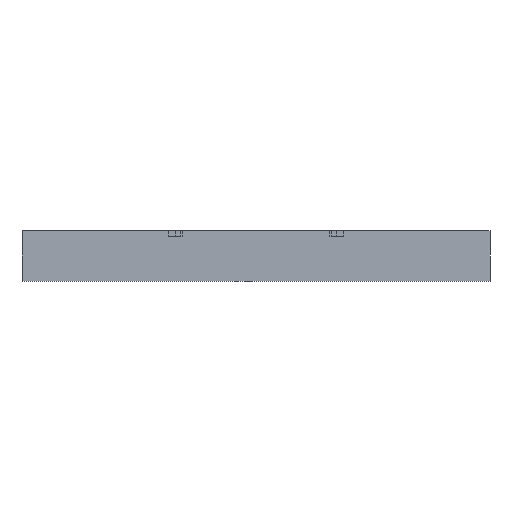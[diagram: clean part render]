
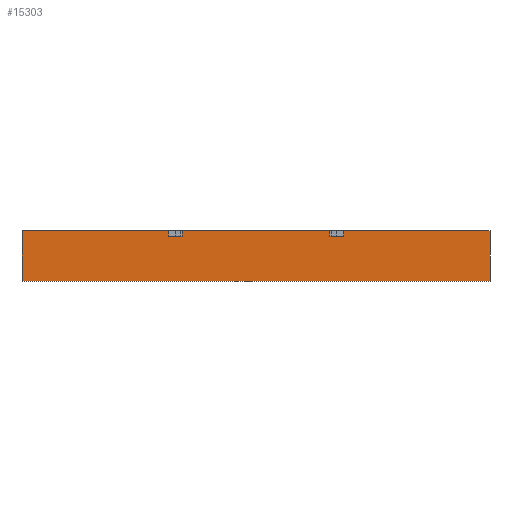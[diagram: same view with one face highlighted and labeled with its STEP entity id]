
A CAD part, front view. The second image highlights one B-rep face of the part: STEP entity #15303.
In plain terms, the highlighted planar face has unit normal (0, -1, 0).
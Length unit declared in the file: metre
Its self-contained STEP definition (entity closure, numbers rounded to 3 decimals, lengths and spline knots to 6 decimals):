
#1932=ORIENTED_EDGE('',*,*,#5810,.F.);
#1933=ORIENTED_EDGE('',*,*,#5811,.F.);
#1934=ORIENTED_EDGE('',*,*,#5812,.T.);
#1935=ORIENTED_EDGE('',*,*,#5355,.F.);
#1936=ORIENTED_EDGE('',*,*,#5813,.F.);
#1937=ORIENTED_EDGE('',*,*,#5814,.F.);
#1938=ORIENTED_EDGE('',*,*,#5815,.T.);
#1939=ORIENTED_EDGE('',*,*,#5346,.F.);
#1940=ORIENTED_EDGE('',*,*,#5816,.T.);
#1941=ORIENTED_EDGE('',*,*,#5817,.T.);
#1942=ORIENTED_EDGE('',*,*,#5818,.F.);
#1943=ORIENTED_EDGE('',*,*,#5342,.F.);
#5342=EDGE_CURVE('',#7281,#7282,#8886,.T.);
#5346=EDGE_CURVE('',#7285,#7286,#8890,.T.);
#5355=EDGE_CURVE('',#7291,#7292,#8899,.T.);
#5810=EDGE_CURVE('',#7641,#7281,#9350,.T.);
#5811=EDGE_CURVE('',#7642,#7641,#9351,.T.);
#5812=EDGE_CURVE('',#7642,#7292,#9352,.T.);
#5813=EDGE_CURVE('',#7643,#7291,#9353,.T.);
#5814=EDGE_CURVE('',#7644,#7643,#9354,.T.);
#5815=EDGE_CURVE('',#7644,#7286,#9355,.T.);
#5816=EDGE_CURVE('',#7285,#7645,#9356,.T.);
#5817=EDGE_CURVE('',#7645,#7646,#9357,.T.);
#5818=EDGE_CURVE('',#7282,#7646,#9358,.T.);
#7281=VERTEX_POINT('',#22910);
#7282=VERTEX_POINT('',#22912);
#7285=VERTEX_POINT('',#22918);
#7286=VERTEX_POINT('',#22920);
#7291=VERTEX_POINT('',#22933);
#7292=VERTEX_POINT('',#22935);
#7641=VERTEX_POINT('',#23740);
#7642=VERTEX_POINT('',#23742);
#7643=VERTEX_POINT('',#23745);
#7644=VERTEX_POINT('',#23747);
#7645=VERTEX_POINT('',#23750);
#7646=VERTEX_POINT('',#23752);
#8886=LINE('',#22911,#10998);
#8890=LINE('',#22919,#11002);
#8899=LINE('',#22934,#11011);
#9350=LINE('',#23739,#11462);
#9351=LINE('',#23741,#11463);
#9352=LINE('',#23743,#11464);
#9353=LINE('',#23744,#11465);
#9354=LINE('',#23746,#11466);
#9355=LINE('',#23748,#11467);
#9356=LINE('',#23749,#11468);
#9357=LINE('',#23751,#11469);
#9358=LINE('',#23753,#11470);
#10998=VECTOR('',#18439,1.);
#11002=VECTOR('',#18443,1.);
#11011=VECTOR('',#18452,1.);
#11462=VECTOR('',#18913,1.);
#11463=VECTOR('',#18914,1.);
#11464=VECTOR('',#18915,1.);
#11465=VECTOR('',#18916,1.);
#11466=VECTOR('',#18917,1.);
#11467=VECTOR('',#18918,1.);
#11468=VECTOR('',#18919,1.);
#11469=VECTOR('',#18920,1.);
#11470=VECTOR('',#18921,1.);
#12505=EDGE_LOOP('',(#1932,#1933,#1934,#1935,#1936,#1937,#1938,#1939,#1940,
#1941,#1942,#1943));
#13551=FACE_BOUND('',#12505,.T.);
#14435=PLANE('',#16196);
#15303=ADVANCED_FACE('',(#13551),#14435,.F.);
#16196=AXIS2_PLACEMENT_3D('',#23738,#18911,#18912);
#18439=DIRECTION('',(1.,0.,0.));
#18443=DIRECTION('',(1.,0.,0.));
#18452=DIRECTION('',(1.,0.,0.));
#18911=DIRECTION('',(0.,1.,0.));
#18912=DIRECTION('',(0.,0.,1.));
#18913=DIRECTION('',(0.,0.,1.));
#18914=DIRECTION('',(1.,0.,0.));
#18915=DIRECTION('',(0.,0.,1.));
#18916=DIRECTION('',(0.,0.,1.));
#18917=DIRECTION('',(1.,0.,0.));
#18918=DIRECTION('',(0.,0.,1.));
#18919=DIRECTION('',(0.,0.,-1.));
#18920=DIRECTION('',(1.,0.,0.));
#18921=DIRECTION('',(0.,0.,-1.));
#22910=CARTESIAN_POINT('',(1.804381,-0.354344,0.0182));
#22911=CARTESIAN_POINT('',(1.771881,-0.354344,0.0182));
#22912=CARTESIAN_POINT('',(1.858881,-0.354344,0.0182));
#22918=CARTESIAN_POINT('',(1.684881,-0.354344,0.0182));
#22919=CARTESIAN_POINT('',(1.771881,-0.354344,0.0182));
#22920=CARTESIAN_POINT('',(1.739381,-0.354344,0.0182));
#22933=CARTESIAN_POINT('',(1.744381,-0.354344,0.0182));
#22934=CARTESIAN_POINT('',(1.771881,-0.354344,0.0182));
#22935=CARTESIAN_POINT('',(1.799381,-0.354344,0.0182));
#23738=CARTESIAN_POINT('',(1.771881,-0.354344,0.0182));
#23739=CARTESIAN_POINT('',(1.804381,-0.354344,0.0182));
#23740=CARTESIAN_POINT('',(1.804381,-0.354344,0.0162));
#23741=CARTESIAN_POINT('',(1.771881,-0.354344,0.0162));
#23742=CARTESIAN_POINT('',(1.799381,-0.354344,0.0162));
#23743=CARTESIAN_POINT('',(1.799381,-0.354344,0.0182));
#23744=CARTESIAN_POINT('',(1.744381,-0.354344,0.0182));
#23745=CARTESIAN_POINT('',(1.744381,-0.354344,0.0162));
#23746=CARTESIAN_POINT('',(1.771881,-0.354344,0.0162));
#23747=CARTESIAN_POINT('',(1.739381,-0.354344,0.0162));
#23748=CARTESIAN_POINT('',(1.739381,-0.354344,0.0182));
#23749=CARTESIAN_POINT('',(1.684881,-0.354344,0.0182));
#23750=CARTESIAN_POINT('',(1.684881,-0.354344,-0.0006));
#23751=CARTESIAN_POINT('',(1.771881,-0.354344,-0.0006));
#23752=CARTESIAN_POINT('',(1.858881,-0.354344,-0.0006));
#23753=CARTESIAN_POINT('',(1.858881,-0.354344,0.0182));
